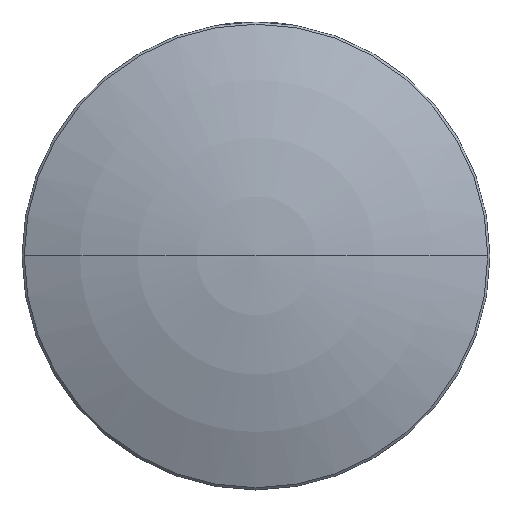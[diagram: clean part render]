
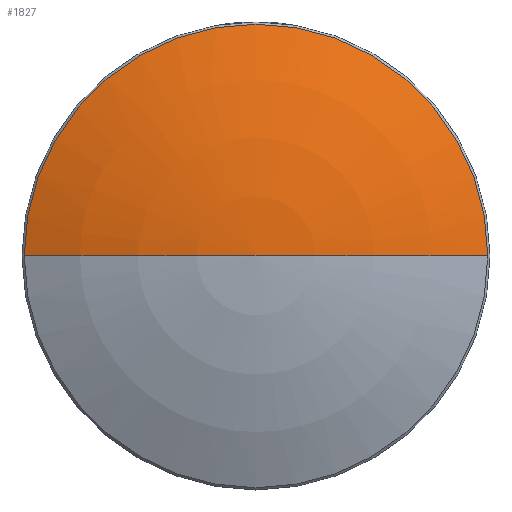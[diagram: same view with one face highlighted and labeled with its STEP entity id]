
A CAD part, top view. The second image highlights one B-rep face of the part: STEP entity #1827.
In plain terms, the highlighted toroidal (fillet/blend) face has major radius 0.005 mm and minor radius 92.02 mm.
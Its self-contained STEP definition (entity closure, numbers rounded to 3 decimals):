
#34 = CARTESIAN_POINT ( 'NONE',  ( -0.005, 0., -86.525 ) ) ;
#83 = AXIS2_PLACEMENT_3D ( 'NONE', #196, #1166, #881 ) ;
#192 = ORIENTED_EDGE ( 'NONE', *, *, #497, .T. ) ;
#196 = CARTESIAN_POINT ( 'NONE',  ( 0., 0., -86.525 ) ) ;
#206 = EDGE_CURVE ( 'NONE', #1676, #1702, #805, .T. ) ;
#430 = DIRECTION ( 'NONE',  ( 0., -1., 0. ) ) ;
#497 = EDGE_CURVE ( 'NONE', #1254, #1676, #624, .T. ) ;
#499 = DIRECTION ( 'NONE',  ( -1., 0., 0. ) ) ;
#564 = ORIENTED_EDGE ( 'NONE', *, *, #1267, .F. ) ;
#592 = AXIS2_PLACEMENT_3D ( 'NONE', #779, #1793, #1216 ) ;
#623 = AXIS2_PLACEMENT_3D ( 'NONE', #1218, #1075, #499 ) ;
#624 = CIRCLE ( 'NONE', #592, 37.14 ) ;
#727 = TOROIDAL_SURFACE ( 'NONE', #83, -0.005, 92.02 ) ;
#779 = CARTESIAN_POINT ( 'NONE',  ( 0., 0., -2.335 ) ) ;
#804 = AXIS2_PLACEMENT_3D ( 'NONE', #34, #430, #987 ) ;
#805 = CIRCLE ( 'NONE', #623, 92.02 ) ;
#881 = DIRECTION ( 'NONE',  ( 1., 0., 0. ) ) ;
#987 = DIRECTION ( 'NONE',  ( 0., 0., -1. ) ) ;
#1054 = FACE_OUTER_BOUND ( 'NONE', #1139, .T. ) ;
#1075 = DIRECTION ( 'NONE',  ( 0., 1., 0. ) ) ;
#1116 = CARTESIAN_POINT ( 'NONE',  ( 0., 0., 5.495 ) ) ;
#1139 = EDGE_LOOP ( 'NONE', ( #192, #1252, #564 ) ) ;
#1166 = DIRECTION ( 'NONE',  ( 0., 0., 1. ) ) ;
#1216 = DIRECTION ( 'NONE',  ( -1., 0., 0. ) ) ;
#1218 = CARTESIAN_POINT ( 'NONE',  ( 0.005, 0., -86.525 ) ) ;
#1252 = ORIENTED_EDGE ( 'NONE', *, *, #206, .T. ) ;
#1254 = VERTEX_POINT ( 'NONE', #1772 ) ;
#1267 = EDGE_CURVE ( 'NONE', #1254, #1702, #1695, .T. ) ;
#1288 = CARTESIAN_POINT ( 'NONE',  ( -37.14, 0., -2.335 ) ) ;
#1676 = VERTEX_POINT ( 'NONE', #1288 ) ;
#1695 = CIRCLE ( 'NONE', #804, 92.02 ) ;
#1702 = VERTEX_POINT ( 'NONE', #1116 ) ;
#1772 = CARTESIAN_POINT ( 'NONE',  ( 37.14, 0., -2.335 ) ) ;
#1793 = DIRECTION ( 'NONE',  ( 0., 0., 1. ) ) ;
#1827 = ADVANCED_FACE ( 'NONE', ( #1054 ), #727, .T. ) ;
